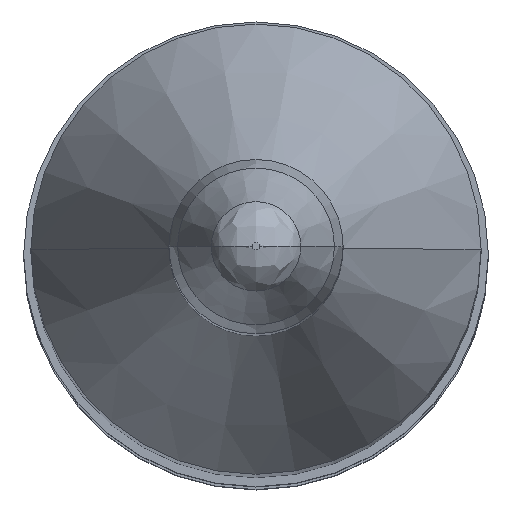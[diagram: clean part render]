
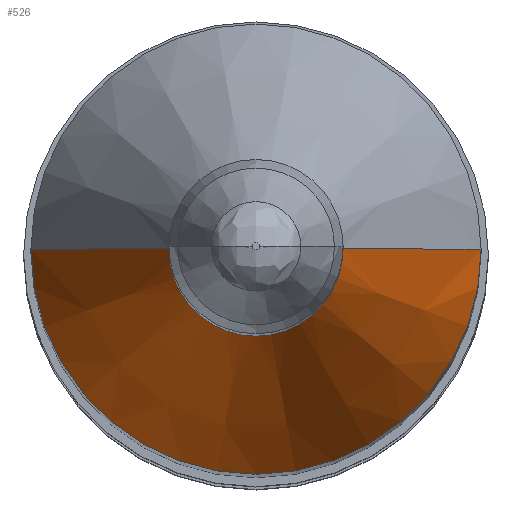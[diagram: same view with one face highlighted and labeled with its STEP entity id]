
A CAD part, top view. The second image highlights one B-rep face of the part: STEP entity #526.
In plain terms, the highlighted conical face has half-angle 25 degrees and reference radius 0.537 mm.
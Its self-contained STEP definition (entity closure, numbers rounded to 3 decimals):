
#36=DIRECTION('',(0.423,0.,0.906));
#37=VECTOR('',#36,1.124);
#38=CARTESIAN_POINT('',(-0.775,0.,16.581));
#39=LINE('',#38,#37);
#40=DIRECTION('',(-0.423,0.,0.906));
#41=VECTOR('',#40,1.124);
#42=CARTESIAN_POINT('',(0.775,0.,16.581));
#43=LINE('',#42,#41);
#44=CARTESIAN_POINT('',(0.,0.,17.6));
#45=DIRECTION('',(0.,0.,-1.));
#46=DIRECTION('',(1.,0.,0.));
#47=AXIS2_PLACEMENT_3D('',#44,#45,#46);
#120=CARTESIAN_POINT('',(0.,0.,16.581));
#121=DIRECTION('',(0.,0.,1.));
#122=DIRECTION('',(-1.,0.,0.));
#123=AXIS2_PLACEMENT_3D('',#120,#121,#122);
#462=CARTESIAN_POINT('',(0.3,0.,17.6));
#463=CARTESIAN_POINT('',(-0.3,0.,17.6));
#464=VERTEX_POINT('',#462);
#465=VERTEX_POINT('',#463);
#466=CARTESIAN_POINT('',(0.775,0.,16.581));
#467=VERTEX_POINT('',#466);
#468=CARTESIAN_POINT('',(-0.775,0.,16.581));
#469=VERTEX_POINT('',#468);
#513=CARTESIAN_POINT('',(0.,0.,17.091));
#514=DIRECTION('',(0.,0.,-1.));
#515=DIRECTION('',(1.,0.,0.));
#516=AXIS2_PLACEMENT_3D('',#513,#514,#515);
#517=CONICAL_SURFACE('',#516,0.538,25.);
#519=ORIENTED_EDGE('',*,*,#518,.F.);
#520=ORIENTED_EDGE('',*,*,#508,.F.);
#522=ORIENTED_EDGE('',*,*,#521,.F.);
#523=ORIENTED_EDGE('',*,*,#504,.T.);
#524=EDGE_LOOP('',(#519,#520,#522,#523));
#525=FACE_OUTER_BOUND('',#524,.F.);
#48=CIRCLE('',#47,0.3);
#124=CIRCLE('',#123,0.775);
#504=EDGE_CURVE('',#469,#465,#39,.T.);
#508=EDGE_CURVE('',#467,#464,#43,.T.);
#518=EDGE_CURVE('',#464,#465,#48,.T.);
#521=EDGE_CURVE('',#469,#467,#124,.T.);
#526=ADVANCED_FACE('',(#525),#517,.T.);
